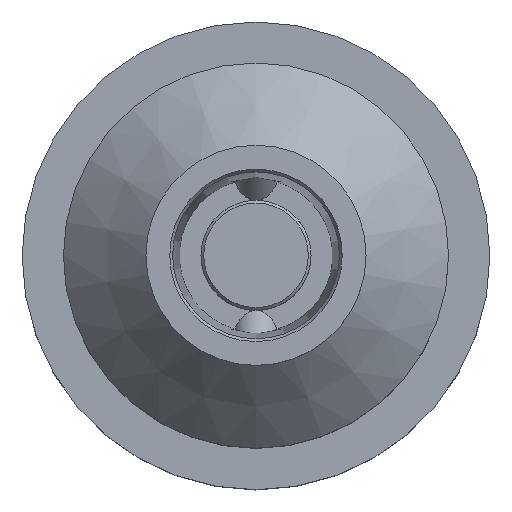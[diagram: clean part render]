
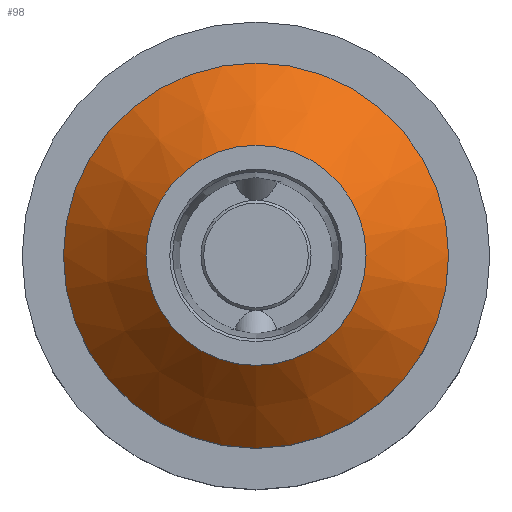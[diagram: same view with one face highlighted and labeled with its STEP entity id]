
A CAD part, top view. The second image highlights one B-rep face of the part: STEP entity #98.
In plain terms, the highlighted conical face has half-angle 45 degrees and reference radius 20 mm.
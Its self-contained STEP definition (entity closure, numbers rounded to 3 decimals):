
#47=CONICAL_SURFACE('',#506,20.,45.);
#98=ADVANCED_FACE('',(#168,#169),#47,.T.);
#168=FACE_BOUND('',#231,.T.);
#169=FACE_BOUND('',#232,.T.);
#231=EDGE_LOOP('',(#299));
#232=EDGE_LOOP('',(#300));
#299=ORIENTED_EDGE('',*,*,#401,.T.);
#300=ORIENTED_EDGE('',*,*,#402,.F.);
#362=VERTEX_POINT('',#759);
#363=VERTEX_POINT('',#762);
#401=EDGE_CURVE('',#362,#362,#444,.T.);
#402=EDGE_CURVE('',#363,#363,#445,.T.);
#444=CIRCLE('',#503,35.);
#445=CIRCLE('',#505,20.);
#503=AXIS2_PLACEMENT_3D('',#758,#628,#629);
#505=AXIS2_PLACEMENT_3D('',#761,#632,#633);
#506=AXIS2_PLACEMENT_3D('',#763,#634,#635);
#628=DIRECTION('',(0.,0.,1.));
#629=DIRECTION('',(0.,-1.,0.));
#632=DIRECTION('',(0.,0.,1.));
#633=DIRECTION('',(0.,-1.,0.));
#634=DIRECTION('',(0.,0.,-1.));
#635=DIRECTION('',(0.,1.,0.));
#758=CARTESIAN_POINT('',(0.,0.,69.2));
#759=CARTESIAN_POINT('',(0.,-35.,69.2));
#761=CARTESIAN_POINT('',(0.,0.,84.2));
#762=CARTESIAN_POINT('',(0.,-20.,84.2));
#763=CARTESIAN_POINT('',(0.,0.,84.2));
